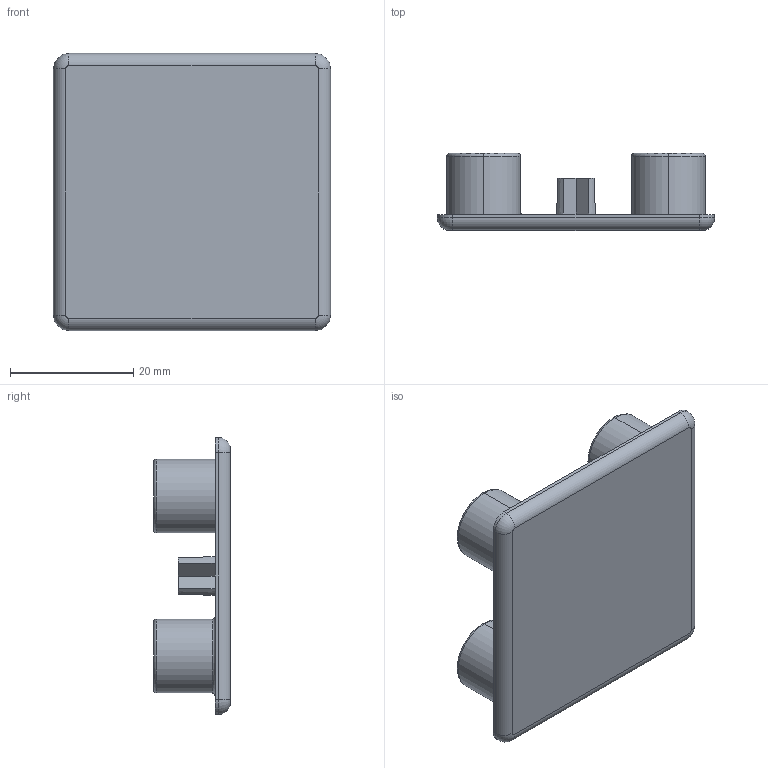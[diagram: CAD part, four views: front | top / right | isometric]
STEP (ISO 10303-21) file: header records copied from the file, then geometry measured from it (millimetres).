
FILE_DESCRIPTION (( 'STEP AP203' ), '1' );
FILE_NAME ('60-010-1.STEP', '2021-02-25T15:07:06', ( '' ), ( '' ), 'SwSTEP 2.0', 'SolidWorks 2020', '' );
FILE_SCHEMA (( 'CONFIG_CONTROL_DESIGN' ));
Length unit declared in the file: inch
Products named in the file (1): 60-010-1
Bounding box: 45 x 12.5 x 45 mm (x, y, z)
Volume: 6388.5 mm3; surface area: 7221.2 mm2
Topology: 1 solids, 1 shells, 65 faces, 144 edges, 90 vertices
Faces by surface type: cylinder 24, plane 23, torus 14, cone 4
Entity records: 1901 total; most frequent: DIRECTION 348, CARTESIAN_POINT 324, ORIENTED_EDGE 288, AXIS2_PLACEMENT_3D 146, EDGE_CURVE 144, VERTEX_POINT 90, CIRCLE 80, EDGE_LOOP 74
